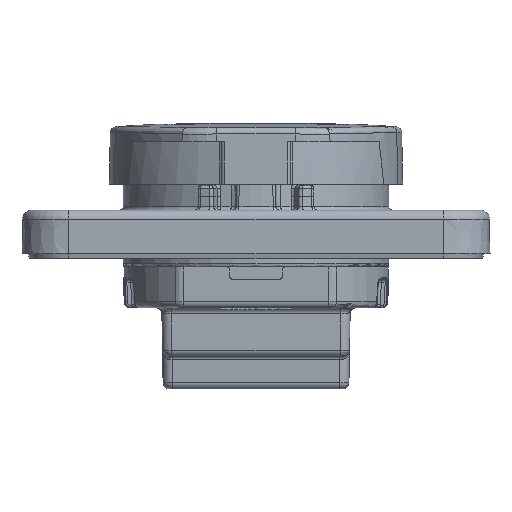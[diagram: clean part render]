
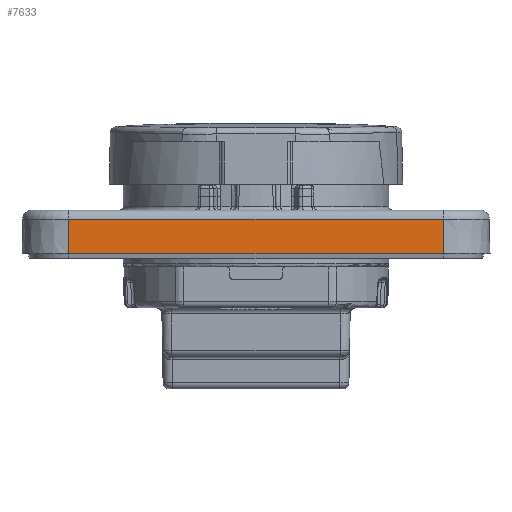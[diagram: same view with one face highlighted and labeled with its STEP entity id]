
A CAD part, front view. The second image highlights one B-rep face of the part: STEP entity #7633.
In plain terms, the highlighted planar face has unit normal (0, -1, 0.018).
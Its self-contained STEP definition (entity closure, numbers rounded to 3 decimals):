
#825 = VERTEX_POINT ( 'NONE', #8106 ) ;
#2413 = CARTESIAN_POINT ( 'NONE',  ( -30., -37.5, 1.67 ) ) ;
#2773 = DIRECTION ( 'NONE',  ( 0., -0.017, -1. ) ) ;
#3226 = CARTESIAN_POINT ( 'NONE',  ( 30., -37.5, 1.67 ) ) ;
#4580 = ORIENTED_EDGE ( 'NONE', *, *, #38718, .F. ) ;
#5019 = LINE ( 'NONE', #2413, #30514 ) ;
#5998 = CARTESIAN_POINT ( 'NONE',  ( 30., -37.5, 1.67 ) ) ;
#6135 = VECTOR ( 'NONE', #20807, 1000. ) ;
#7633 = ADVANCED_FACE ( 'NONE', ( #40158 ), #19441, .T. ) ;
#7913 = VECTOR ( 'NONE', #39071, 1000. ) ;
#8106 = CARTESIAN_POINT ( 'NONE',  ( -30., -37.5, 1.67 ) ) ;
#10131 = EDGE_CURVE ( 'NONE', #40899, #29078, #42633, .T. ) ;
#11596 = EDGE_CURVE ( 'NONE', #40899, #825, #33342, .T. ) ;
#12260 = CARTESIAN_POINT ( 'NONE',  ( 30., -37.404, 7.196 ) ) ;
#12859 = EDGE_LOOP ( 'NONE', ( #35479, #28892, #4580, #30640 ) ) ;
#15044 = LINE ( 'NONE', #24015, #6135 ) ;
#15062 = EDGE_CURVE ( 'NONE', #29078, #34227, #15044, .T. ) ;
#15894 = DIRECTION ( 'NONE',  ( 0., 0.017, 1. ) ) ;
#16242 = VECTOR ( 'NONE', #37978, 1000. ) ;
#17898 = AXIS2_PLACEMENT_3D ( 'NONE', #42445, #22805, #2773 ) ;
#19441 = PLANE ( 'NONE',  #17898 ) ;
#20807 = DIRECTION ( 'NONE',  ( -1., 0., 0. ) ) ;
#22805 = DIRECTION ( 'NONE',  ( 0., -1., 0.017 ) ) ;
#24015 = CARTESIAN_POINT ( 'NONE',  ( 30., -37.404, 7.196 ) ) ;
#28009 = CARTESIAN_POINT ( 'NONE',  ( 30., -37.5, 1.67 ) ) ;
#28892 = ORIENTED_EDGE ( 'NONE', *, *, #15062, .T. ) ;
#29078 = VERTEX_POINT ( 'NONE', #12260 ) ;
#30514 = VECTOR ( 'NONE', #15894, 1000. ) ;
#30640 = ORIENTED_EDGE ( 'NONE', *, *, #11596, .F. ) ;
#33342 = LINE ( 'NONE', #5998, #7913 ) ;
#34227 = VERTEX_POINT ( 'NONE', #37263 ) ;
#35479 = ORIENTED_EDGE ( 'NONE', *, *, #10131, .T. ) ;
#37263 = CARTESIAN_POINT ( 'NONE',  ( -30., -37.404, 7.196 ) ) ;
#37978 = DIRECTION ( 'NONE',  ( 0., 0.017, 1. ) ) ;
#38718 = EDGE_CURVE ( 'NONE', #825, #34227, #5019, .T. ) ;
#39071 = DIRECTION ( 'NONE',  ( -1., 0., 0. ) ) ;
#40158 = FACE_OUTER_BOUND ( 'NONE', #12859, .T. ) ;
#40899 = VERTEX_POINT ( 'NONE', #3226 ) ;
#42445 = CARTESIAN_POINT ( 'NONE',  ( 30., -37.5, 1.67 ) ) ;
#42633 = LINE ( 'NONE', #28009, #16242 ) ;
